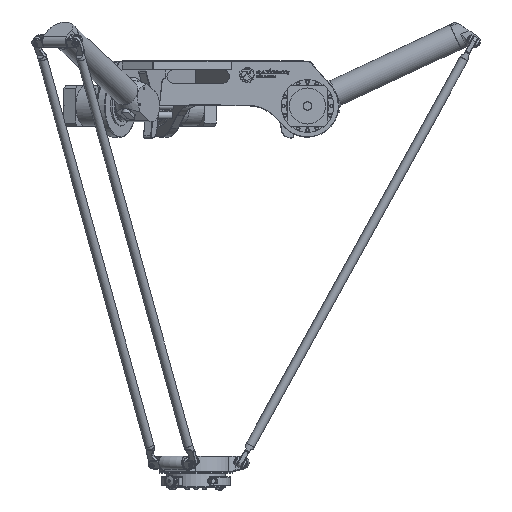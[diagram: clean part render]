
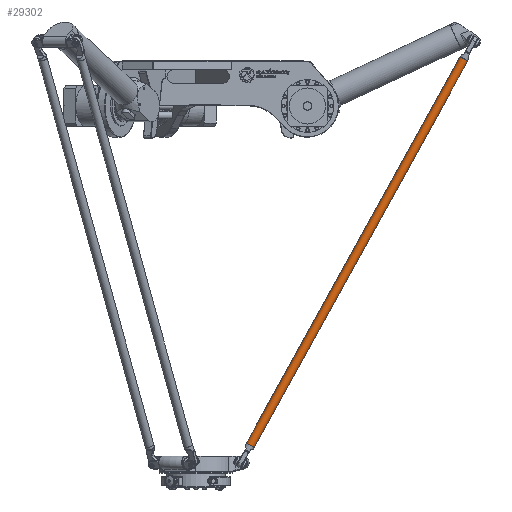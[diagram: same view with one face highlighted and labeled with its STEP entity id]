
A CAD part, front view. The second image highlights one B-rep face of the part: STEP entity #29302.
In plain terms, the highlighted cylindrical face has radius 10 mm (diameter 20 mm), a full revolution.
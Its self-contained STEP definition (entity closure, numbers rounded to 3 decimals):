
#876=FACE_BOUND('',#6644,.T.);
#2175=CIRCLE('',#32138,10.);
#2178=CIRCLE('',#32143,10.);
#3024=CYLINDRICAL_SURFACE('',#32144,10.);
#4447=FACE_OUTER_BOUND('',#6643,.T.);
#6643=EDGE_LOOP('',(#24198));
#6644=EDGE_LOOP('',(#24199));
#13986=VERTEX_POINT('',#54440);
#13989=VERTEX_POINT('',#54448);
#17541=EDGE_CURVE('',#13986,#13986,#2175,.T.);
#17544=EDGE_CURVE('',#13989,#13989,#2178,.T.);
#24198=ORIENTED_EDGE('',*,*,#17541,.T.);
#24199=ORIENTED_EDGE('',*,*,#17544,.T.);
#29302=ADVANCED_FACE('',(#4447,#876),#3024,.T.);
#32138=AXIS2_PLACEMENT_3D('',#54441,#39212,#39213);
#32143=AXIS2_PLACEMENT_3D('',#54449,#39222,#39223);
#32144=AXIS2_PLACEMENT_3D('',#54450,#39224,#39225);
#39212=DIRECTION('center_axis',(1.,0.,0.));
#39213=DIRECTION('ref_axis',(0.,0.,1.));
#39222=DIRECTION('center_axis',(-1.,0.,0.));
#39223=DIRECTION('ref_axis',(0.,0.,1.));
#39224=DIRECTION('center_axis',(-1.,0.,0.));
#39225=DIRECTION('ref_axis',(0.,0.,1.));
#54440=CARTESIAN_POINT('',(45.029,-10.,0.));
#54441=CARTESIAN_POINT('Origin',(45.029,0.,
0.));
#54448=CARTESIAN_POINT('',(1034.971,-10.,0.));
#54449=CARTESIAN_POINT('Origin',(1034.971,0.,
0.));
#54450=CARTESIAN_POINT('Origin',(1035.,0.,0.));
